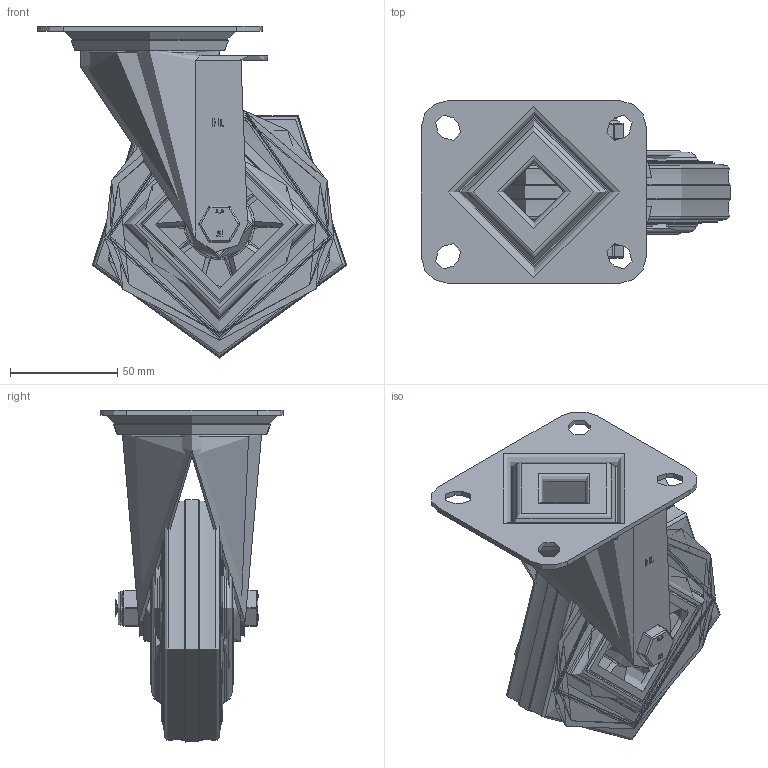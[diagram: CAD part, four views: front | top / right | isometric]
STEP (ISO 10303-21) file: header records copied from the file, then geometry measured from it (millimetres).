
FILE_DESCRIPTION(/* description */ ('','CAx-IF Rec.Pracs.---Representation and Presentation of Product Manufacturing Information (PMI)---4.0---2014-10-13'),/* implementation_level */ '2;1');
FILE_NAME(/* name */ 'BZMM125PSB.step',/* time_stamp */ '2024-11-28T15:22:35Z',/* author */ (''),/* organization */ (''),/* preprocessor_version */ 'ST-DEVELOPER v20',/* originating_system */ 'Autodesk Translation Framework v13.20.0.188',/* authorisation */ '');
FILE_SCHEMA (('AP242_MANAGED_MODEL_BASED_3D_ENGINEERING_MIM_LF { 1 0 10303 442 1 1 4 }'));
Products named in the file (22): BZMM125PSB; BZMM125AS - 2 v2; ZINC PLATED, PRESSED STEEL TOP PLATE; ZINC PLATED, PRESSED STEEL FORKS; BEARING SEAL; BZMM125WPSRB v1; RUBBER TYRE; POLYPROPYLENE RIM; POLYPROPYLENE RIM Geometry; CAP; ROLLER BEARING; CAGE; RIBS; Component4; TUBEM15X45 v1; ZINC PLATED, STEEL TUBE; HEXBOLTM10X60Z8.8 v2; GRADE 8.8 ZINC PLATED BOLT; NYLOCM10Z v1; NYLOC NUT; RUBBER; NUT
Assembly tree (28 placements, depth 5):
  BZMM125PSB
    BZMM125AS - 2 v2
      ZINC PLATED, PRESSED STEEL TOP PLATE
      ZINC PLATED, PRESSED STEEL FORKS
      BEARING SEAL
    BZMM125WPSRB v1
      RUBBER TYRE
      POLYPROPYLENE RIM
        POLYPROPYLENE RIM Geometry
        CAP
      ROLLER BEARING
        CAGE
        RIBS
          Component4  x8
    TUBEM15X45 v1
      ZINC PLATED, STEEL TUBE
    HEXBOLTM10X60Z8.8 v2
      GRADE 8.8 ZINC PLATED BOLT
    NYLOCM10Z v1
      NYLOC NUT
        RUBBER
        NUT
Bounding box: 144.44 x 85 x 155 mm (x, y, z)
Volume: 394820.7 mm3; surface area: 145282.8 mm2
Topology: 19 solids, 19 shells, 766 faces, 1833 edges, 1104 vertices
Faces by surface type: plane 221, bspline 220, cylinder 156, torus 71, sphere 58, cone 40
Full cylindrical faces by diameter (mm): 4 x8, 8.141 x19, 9.85 x20, 10 x3, 10.2 x1, 10.3 x2, 12 x2, 14.95 x1, 15 x2, 15.2 x1, 15.5 x1, 16 x1, 22.75 x2, 28 x1, 28.9 x1, 29 x1, 31 x2, 34 x3, 49 x1, 60 x2, 61 x1, 65 x1, 67.5 x2, 72.5 x4, 125 x1
Entity records: 64335 total; most frequent: CARTESIAN_POINT 47393, ORIENTED_EDGE 3592, DIRECTION 3137, EDGE_CURVE 1796, AXIS2_PLACEMENT_3D 1259, VERTEX_POINT 1090, EDGE_LOOP 808, FACE_OUTER_BOUND 745
